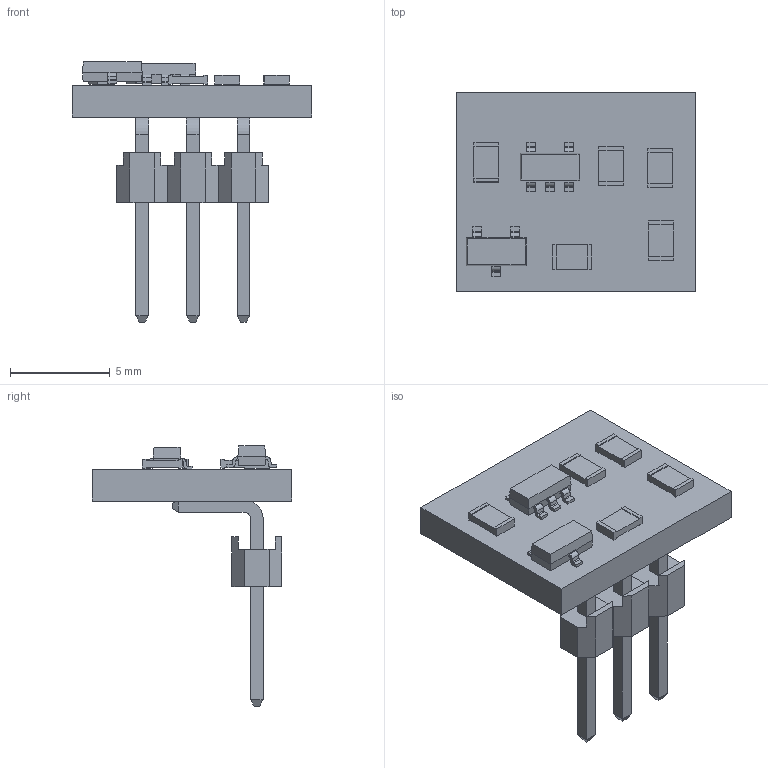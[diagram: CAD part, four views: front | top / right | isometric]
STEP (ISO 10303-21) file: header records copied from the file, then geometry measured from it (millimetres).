
FILE_DESCRIPTION(('KiCad electronic assembly'),'2;1');
FILE_NAME('uad_1_step_up_dc-dc.stp','2019-01-29T22:42:20',('An Author'), ('A Company'),'Open CASCADE STEP processor 6.9', 'KiCad to STEP converter','Unknown');
FILE_SCHEMA(('AUTOMOTIVE_DESIGN { 1 0 10303 214 1 1 1 1 }'));
Length unit declared in the file: millimetre
Products named in the file (10): Open CASCADE STEP translator 6.9 1; SOT-23-5; SOLID; Res_0805; SOT-23; vilka_PLS-1R_D1-1; COMPOUND
Assembly tree (15 placements, depth 3):
  Open CASCADE STEP translator 6.9 1
    SOT-23-5
      SOLID
    Res_0805  x5
      SOLID
    SOT-23
      SOLID
    vilka_PLS-1R_D1-1  x3
      COMPOUND
    SOLID
Bounding box: 12 x 10 x 13.06 mm (x, y, z)
Volume: 252.4 mm3; surface area: 605.7 mm2
Topology: 14 solids, 14 shells, 308 faces, 792 edges, 512 vertices
Faces by surface type: plane 270, cylinder 38
Entity records: 12468 total; most frequent: CARTESIAN_POINT 2126, DIRECTION 1841, LINE 1280, VECTOR 1280, ORIENTED_EDGE 944, PCURVE 944, DEFINITIONAL_REPRESENTATION 944, EDGE_CURVE 472
